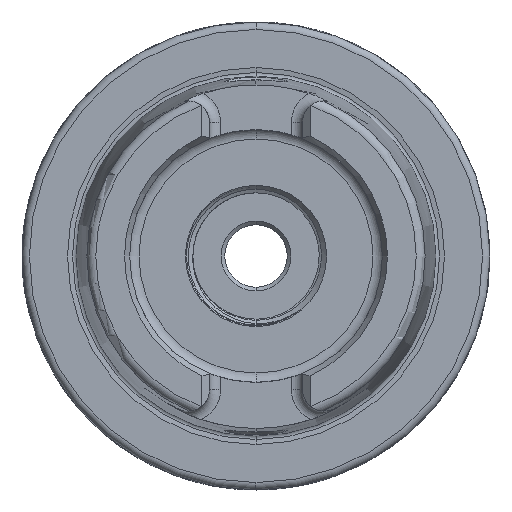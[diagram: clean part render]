
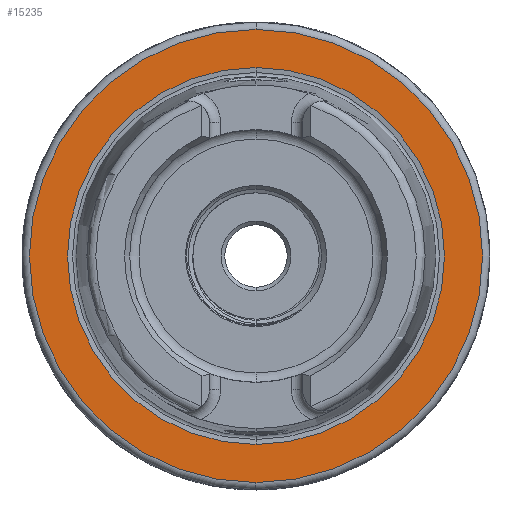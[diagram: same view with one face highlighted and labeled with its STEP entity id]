
A CAD part, left-side view. The second image highlights one B-rep face of the part: STEP entity #15235.
In plain terms, the highlighted planar face has unit normal (-1, 0, 0).
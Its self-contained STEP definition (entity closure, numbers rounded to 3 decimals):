
#831 = CARTESIAN_POINT ( 'NONE',  ( 0., 0., -30.5 ) ) ;
#839 = CARTESIAN_POINT ( 'NONE',  ( 0., 0., 30.5 ) ) ;
#922 = CARTESIAN_POINT ( 'NONE',  ( 0., 0., 25.369 ) ) ;
#934 = CARTESIAN_POINT ( 'NONE',  ( 0., 0., -25.369 ) ) ;
#1478 = AXIS2_PLACEMENT_3D ( 'NONE', #19938, #19939, #19940 ) ;
#1496 = AXIS2_PLACEMENT_3D ( 'NONE', #12507, #12508, #12509 ) ;
#2354 = ORIENTED_EDGE ( 'NONE', *, *, #14593, .T. ) ;
#2355 = ORIENTED_EDGE ( 'NONE', *, *, #21419, .T. ) ;
#2356 = ORIENTED_EDGE ( 'NONE', *, *, #21418, .T. ) ;
#2357 = ORIENTED_EDGE ( 'NONE', *, *, #14658, .T. ) ;
#5841 = EDGE_LOOP ( 'NONE', ( #2354, #2355 ) ) ;
#5846 = EDGE_LOOP ( 'NONE', ( #2357, #2356 ) ) ;
#7348 = PLANE ( 'NONE',  #15525 ) ;
#7349 = CARTESIAN_POINT ( 'NONE',  ( 0., 25.369, 0. ) ) ;
#7350 = DIRECTION ( 'NONE',  ( -1., 0., 0. ) ) ;
#7351 = DIRECTION ( 'NONE',  ( 0., 0., 1. ) ) ;
#12507 = CARTESIAN_POINT ( 'NONE',  ( 0., 0., 0. ) ) ;
#12508 = DIRECTION ( 'NONE',  ( 1., 0., 0. ) ) ;
#12509 = DIRECTION ( 'NONE',  ( 0., 0., -1. ) ) ;
#12600 = AXIS2_PLACEMENT_3D ( 'NONE', #19067, #19068, #19069 ) ;
#12602 = AXIS2_PLACEMENT_3D ( 'NONE', #19064, #19065, #19066 ) ;
#14593 = EDGE_CURVE ( 'NONE', #23364, #23356, #21589, .T. ) ;
#14658 = EDGE_CURVE ( 'NONE', #23447, #23459, #21595, .T. ) ;
#15235 = ADVANCED_FACE ( 'NONE', ( #15517, #15523 ), #7348, .T. ) ;
#15517 = FACE_OUTER_BOUND ( 'NONE', #5841, .T. ) ;
#15523 = FACE_BOUND ( 'NONE', #5846, .T. ) ;
#15525 = AXIS2_PLACEMENT_3D ( 'NONE', #7349, #7350, #7351 ) ;
#19064 = CARTESIAN_POINT ( 'NONE',  ( 0., 0., 0. ) ) ;
#19065 = DIRECTION ( 'NONE',  ( 1., 0., 0. ) ) ;
#19066 = DIRECTION ( 'NONE',  ( 0., 0., -1. ) ) ;
#19067 = CARTESIAN_POINT ( 'NONE',  ( 0., 0., 0. ) ) ;
#19068 = DIRECTION ( 'NONE',  ( -1., 0., 0. ) ) ;
#19069 = DIRECTION ( 'NONE',  ( 0., 0., 1. ) ) ;
#19938 = CARTESIAN_POINT ( 'NONE',  ( 0., 0., 0. ) ) ;
#19939 = DIRECTION ( 'NONE',  ( -1., 0., 0. ) ) ;
#19940 = DIRECTION ( 'NONE',  ( 0., 0., 1. ) ) ;
#21418 = EDGE_CURVE ( 'NONE', #23459, #23447, #21793, .T. ) ;
#21419 = EDGE_CURVE ( 'NONE', #23356, #23364, #21794, .T. ) ;
#21589 = CIRCLE ( 'NONE', #1478, 30.5 ) ;
#21595 = CIRCLE ( 'NONE', #1496, 25.369 ) ;
#21793 = CIRCLE ( 'NONE', #12602, 25.369 ) ;
#21794 = CIRCLE ( 'NONE', #12600, 30.5 ) ;
#23356 = VERTEX_POINT ( 'NONE', #831 ) ;
#23364 = VERTEX_POINT ( 'NONE', #839 ) ;
#23447 = VERTEX_POINT ( 'NONE', #922 ) ;
#23459 = VERTEX_POINT ( 'NONE', #934 ) ;
